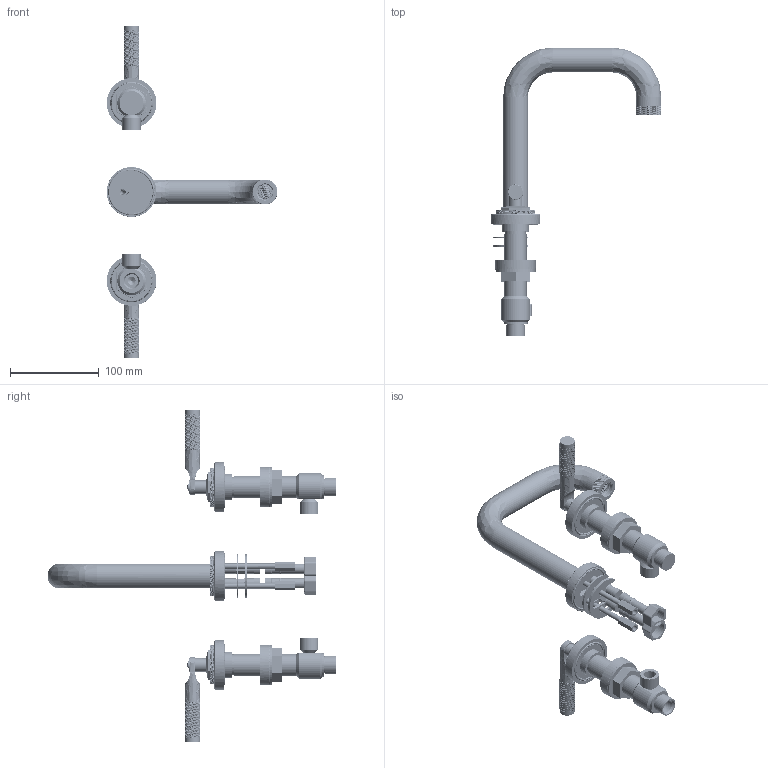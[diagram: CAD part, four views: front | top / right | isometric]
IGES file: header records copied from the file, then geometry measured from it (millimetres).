
Global section: file name: V7K15-LK-NP; native system: Autodesk Inventor 2018; preprocessor: unknown; author: aduggalther; date: 20180910.140027; units: millimetre
Bounding box: 192 x 324.8 x 373.44 mm (x, y, z)
Volume: 430783 mm3; surface area: 233848.8 mm2
Topology: 60 solids, 60 shells, 26180 faces, 55556 edges, 29631 vertices
Faces by surface type: bspline 26180
